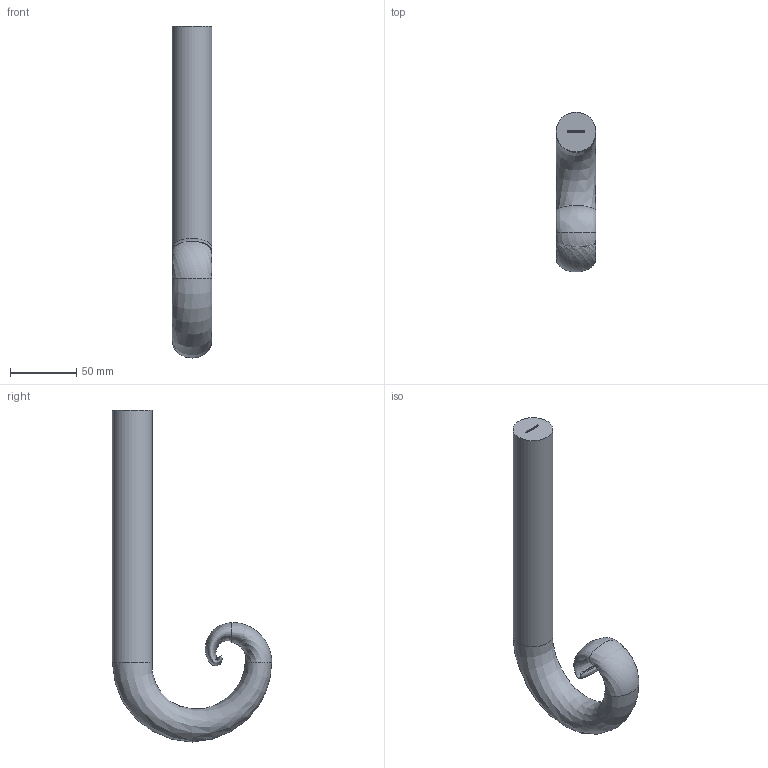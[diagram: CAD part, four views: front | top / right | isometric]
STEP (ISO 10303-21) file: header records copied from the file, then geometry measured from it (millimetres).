
FILE_DESCRIPTION (( 'STEP AP203' ), '1' );
FILE_NAME ('2086.STEP', '2019-12-11T09:43:12', ( '' ), ( '' ), 'SwSTEP 2.0', 'SolidWorks 2015', '' );
FILE_SCHEMA (( 'CONFIG_CONTROL_DESIGN' ));
Length unit declared in the file: millimetre
Products named in the file (2): 2086
Bounding box: 30 x 119.98 x 249.99 mm (x, y, z)
Volume: 244216.9 mm3; surface area: 36872.4 mm2
Topology: 1 solids, 1 shells, 177 faces, 468 edges, 312 vertices
Faces by surface type: bspline 92, plane 84, cylinder 1
Full cylindrical faces by diameter (mm): 30 x1
Entity records: 12863 total; most frequent: CARTESIAN_POINT 8981, ORIENTED_EDGE 922, EDGE_CURVE 461, DIRECTION 456, VERTEX_POINT 309, VECTOR 278, LINE 278, EDGE_LOOP 200
